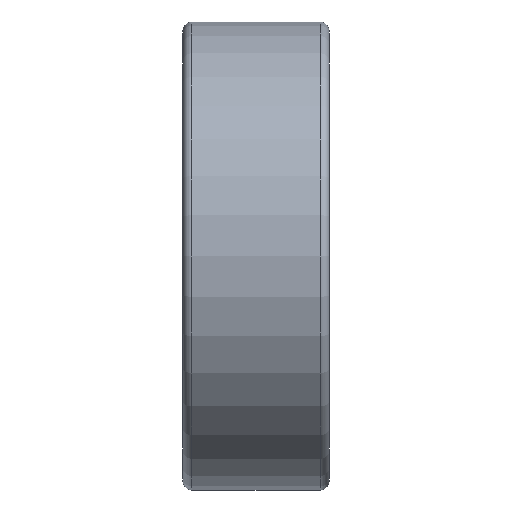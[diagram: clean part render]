
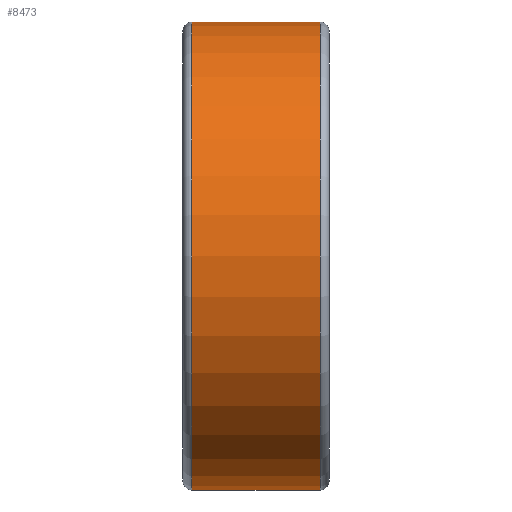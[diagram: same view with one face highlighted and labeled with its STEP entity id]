
A CAD part, front view. The second image highlights one B-rep face of the part: STEP entity #8473.
In plain terms, the highlighted cylindrical face has radius 8 mm (diameter 16 mm), a partial arc.
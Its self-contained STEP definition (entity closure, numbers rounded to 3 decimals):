
#633 = CARTESIAN_POINT ( 'NONE',  ( 4.7, 0., 8. ) ) ;
#672 = CARTESIAN_POINT ( 'NONE',  ( 4.7, 0., 0. ) ) ;
#1499 = CARTESIAN_POINT ( 'NONE',  ( 0.3, 0., -8. ) ) ;
#2239 = DIRECTION ( 'NONE',  ( 0., 0., -1. ) ) ;
#2514 = CARTESIAN_POINT ( 'NONE',  ( 4.7, 0., 0. ) ) ;
#2616 = AXIS2_PLACEMENT_3D ( 'NONE', #2514, #5648, #13045 ) ;
#2695 = FACE_OUTER_BOUND ( 'NONE', #10975, .T. ) ;
#3029 = VECTOR ( 'NONE', #11101, 1000. ) ;
#3244 = DIRECTION ( 'NONE',  ( 1., 0., 0. ) ) ;
#3245 = CIRCLE ( 'NONE', #5964, 8. ) ;
#3308 = ORIENTED_EDGE ( 'NONE', *, *, #5176, .T. ) ;
#3819 = DIRECTION ( 'NONE',  ( 0., 0., -1. ) ) ;
#4537 = ORIENTED_EDGE ( 'NONE', *, *, #8713, .F. ) ;
#4728 = VERTEX_POINT ( 'NONE', #1499 ) ;
#5176 = EDGE_CURVE ( 'NONE', #4728, #13340, #12514, .T. ) ;
#5488 = VERTEX_POINT ( 'NONE', #9786 ) ;
#5561 = ORIENTED_EDGE ( 'NONE', *, *, #13386, .T. ) ;
#5648 = DIRECTION ( 'NONE',  ( 1., 0., 0. ) ) ;
#5779 = CARTESIAN_POINT ( 'NONE',  ( 4.7, 0., -8. ) ) ;
#5799 = LINE ( 'NONE', #633, #3029 ) ;
#5964 = AXIS2_PLACEMENT_3D ( 'NONE', #672, #6984, #3819 ) ;
#6984 = DIRECTION ( 'NONE',  ( 1., 0., 0. ) ) ;
#8306 = CIRCLE ( 'NONE', #9107, 8. ) ;
#8473 = ADVANCED_FACE ( 'NONE', ( #2695 ), #9932, .T. ) ;
#8713 = EDGE_CURVE ( 'NONE', #8972, #5488, #5799, .T. ) ;
#8972 = VERTEX_POINT ( 'NONE', #10357 ) ;
#9107 = AXIS2_PLACEMENT_3D ( 'NONE', #10685, #3244, #2239 ) ;
#9303 = EDGE_CURVE ( 'NONE', #5488, #13340, #3245, .T. ) ;
#9624 = ORIENTED_EDGE ( 'NONE', *, *, #9303, .F. ) ;
#9672 = CARTESIAN_POINT ( 'NONE',  ( 4.7, 0., -8. ) ) ;
#9713 = VECTOR ( 'NONE', #10059, 1000. ) ;
#9786 = CARTESIAN_POINT ( 'NONE',  ( 4.7, 0., 8. ) ) ;
#9932 = CYLINDRICAL_SURFACE ( 'NONE', #2616, 8. ) ;
#10059 = DIRECTION ( 'NONE',  ( 1., 0., 0. ) ) ;
#10357 = CARTESIAN_POINT ( 'NONE',  ( 0.3, 0., 8. ) ) ;
#10685 = CARTESIAN_POINT ( 'NONE',  ( 0.3, 0., 0. ) ) ;
#10975 = EDGE_LOOP ( 'NONE', ( #4537, #5561, #3308, #9624 ) ) ;
#11101 = DIRECTION ( 'NONE',  ( 1., 0., 0. ) ) ;
#12514 = LINE ( 'NONE', #5779, #9713 ) ;
#13045 = DIRECTION ( 'NONE',  ( 0., 0., -1. ) ) ;
#13340 = VERTEX_POINT ( 'NONE', #9672 ) ;
#13386 = EDGE_CURVE ( 'NONE', #8972, #4728, #8306, .T. ) ;
